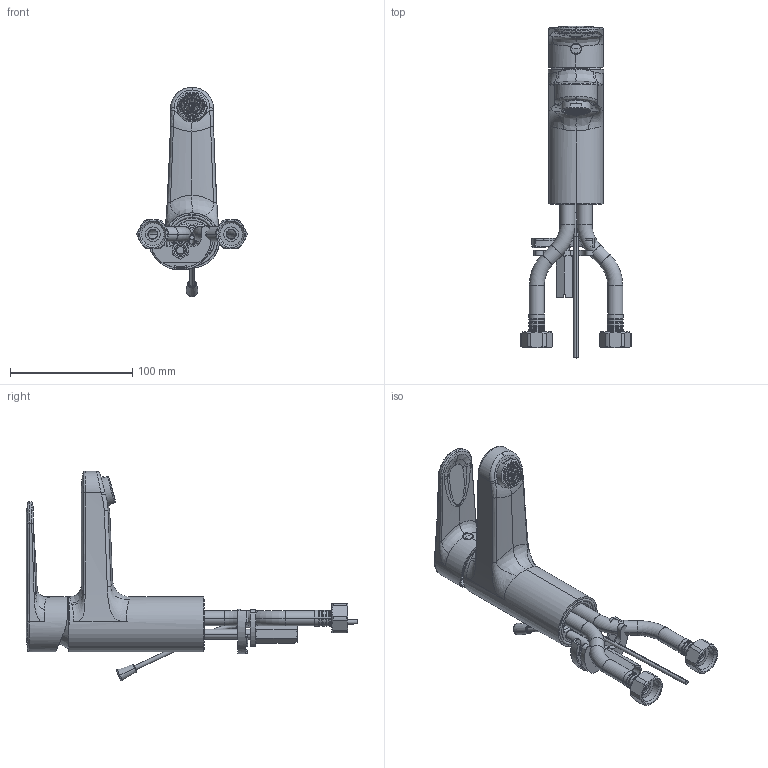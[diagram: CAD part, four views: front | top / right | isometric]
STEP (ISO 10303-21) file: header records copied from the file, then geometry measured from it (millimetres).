
FILE_DESCRIPTION((''),'2;1');
FILE_NAME('FFASB201-101500BF0_ASM','2018-08-17T',('10114231'),(''),'CREO PARAMETRIC BY PTC INC, 2014440','CREO PARAMETRIC BY PTC INC, 2014440','');
FILE_SCHEMA(('CONFIG_CONTROL_DESIGN'));
Products named in the file (32): FFZZB201-10150BDPL; 158B950189_BODY; 158B950189_PIVOT; 158B950189_WASHER; 158B950189_ASM; FF1-CN521L00000197; 1581020150; 1585000399; 1581171499; 1585001899_ASM; TUBE_622001; OUT_TUB_622001; NIPPLE_618226; PLUG_621001; HOSE_FITTING_KF024-1; PACKING_611944; COUPLING_NUT_604141; O_RING_612333; 652099_ASM; LIFT_ROD; LIFT_KNOB; POPUP_LIFT_ROD_ASM; A907112; 158A917376; 1581220699; 1580664199; 1580727050_C1; 1591724099; 158A911942; 158A923271; 1580660999; FFASB201-101500BF0_ASM
Assembly tree (34 placements, depth 3):
  FFASB201-101500BF0_ASM
    FFZZB201-10150BDPL
    158B950189_ASM
      158B950189_BODY
      158B950189_PIVOT
      158B950189_WASHER  x2
    FF1-CN521L00000197
    1585001899_ASM
      1581020150
      1585000399
      1581171499
    652099_ASM  x2
      TUBE_622001
      OUT_TUB_622001
      NIPPLE_618226
      PLUG_621001
      HOSE_FITTING_KF024-1
      PACKING_611944
      COUPLING_NUT_604141
      O_RING_612333
    POPUP_LIFT_ROD_ASM
      LIFT_ROD
      LIFT_KNOB
    A907112
    158A917376
    1581220699
    1580664199
    1580727050_C1
    1591724099
    158A911942
    158A923271
    1580660999
Bounding box: 89.98 x 270.94 x 170.95 mm (x, y, z)
Volume: 220818.2 mm3; surface area: 177509.9 mm2
Topology: 39 solids, 40 shells, 1818 faces, 4365 edges, 2655 vertices
Faces by surface type: cylinder 593, plane 510, cone 265, bspline 233, torus 207, sphere 10
Entity records: 61653 total; most frequent: CARTESIAN_POINT 27769, ORIENTED_EDGE 7138, DIRECTION 6778, EDGE_CURVE 3569, AXIS2_PLACEMENT_3D 2676, VERTEX_POINT 2211, EDGE_LOOP 1578, FACE_OUTER_BOUND 1447
